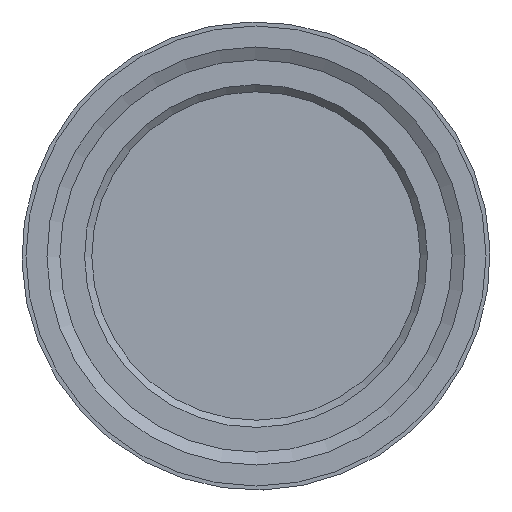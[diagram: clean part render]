
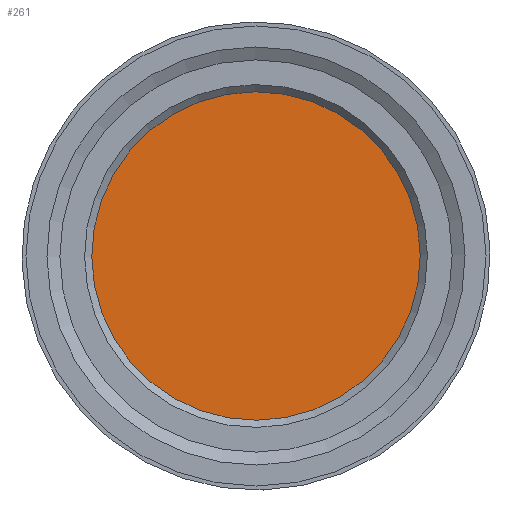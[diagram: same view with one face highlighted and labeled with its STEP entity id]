
A CAD part, left-side view. The second image highlights one B-rep face of the part: STEP entity #261.
In plain terms, the highlighted planar face has unit normal (-1, 0, 0).
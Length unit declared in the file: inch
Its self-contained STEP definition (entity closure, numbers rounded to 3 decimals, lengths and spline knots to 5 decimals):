
#69 = CARTESIAN_POINT ( 'NONE',  ( -42.23748, -4.4255, 0. ) ) ;
#70 = PLANE ( 'NONE',  #234 ) ;
#73 = DIRECTION ( 'NONE',  ( -1., 0., 0. ) ) ;
#74 = DIRECTION ( 'NONE',  ( 0., 0., 1. ) ) ;
#135 = VERTEX_POINT ( 'NONE', #330 ) ;
#169 = CIRCLE ( 'NONE', #195, 1.435 ) ;
#195 = AXIS2_PLACEMENT_3D ( 'NONE', #701, #702, #703 ) ;
#234 = AXIS2_PLACEMENT_3D ( 'NONE', #69, #73, #74 ) ;
#261 = ADVANCED_FACE ( 'NONE', ( #647 ), #70, .T. ) ;
#330 = CARTESIAN_POINT ( 'NONE',  ( -42.23748, -5.86048, 0.00612 ) ) ;
#472 = EDGE_LOOP ( 'NONE', ( #520 ) ) ;
#520 = ORIENTED_EDGE ( 'NONE', *, *, #774, .T. ) ;
#647 = FACE_OUTER_BOUND ( 'NONE', #472, .T. ) ;
#701 = CARTESIAN_POINT ( 'NONE',  ( -42.23748, -4.4255, 0. ) ) ;
#702 = DIRECTION ( 'NONE',  ( -1., 0., 0. ) ) ;
#703 = DIRECTION ( 'NONE',  ( 0., -1., 0.004 ) ) ;
#774 = EDGE_CURVE ( 'NONE', #135, #135, #169, .T. ) ;
